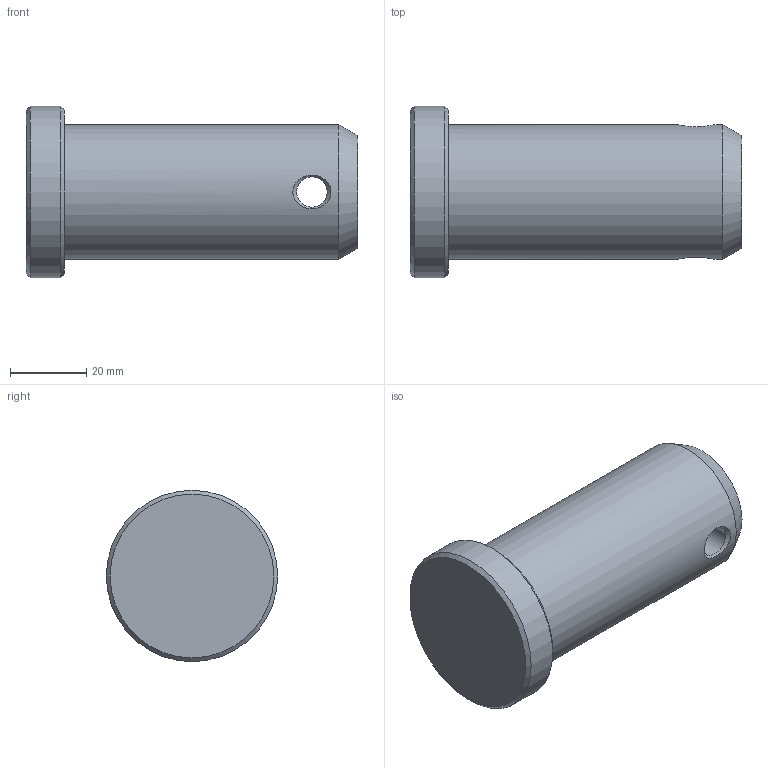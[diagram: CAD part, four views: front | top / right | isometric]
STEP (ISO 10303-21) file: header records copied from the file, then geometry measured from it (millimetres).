
FILE_DESCRIPTION(('STEP AP214'),'1');
FILE_NAME('Axe rotule.stp','2024-03-22T14:32:33',(' '),(' '),'Spatial InterOp 3D',' ',' ');
FILE_SCHEMA(('AUTOMOTIVE_DESIGN { 1 0 10303 214 1 1 1 1 }'));
Length unit declared in the file: millimetre
Products named in the file (1): Axe rotule
Bounding box: 87 x 45 x 45 mm (x, y, z)
Volume: 89008.4 mm3; surface area: 13482.3 mm2
Topology: 1 solids, 1 shells, 11 faces, 22 edges, 14 vertices
Faces by surface type: cone 5, cylinder 3, plane 3
Full cylindrical faces by diameter (mm): 8 x1, 35.4 x1, 45 x1
Entity records: 622 total; most frequent: CARTESIAN_POINT 178, DIRECTION 42, PROPERTY_DEFINITION_REPRESENTATION 24, GENERAL_PROPERTY_ASSOCIATION 24, PROPERTY_DEFINITION 24, REPRESENTATION 24, GENERAL_PROPERTY 24, DESCRIPTIVE_REPRESENTATION_ITEM 24
